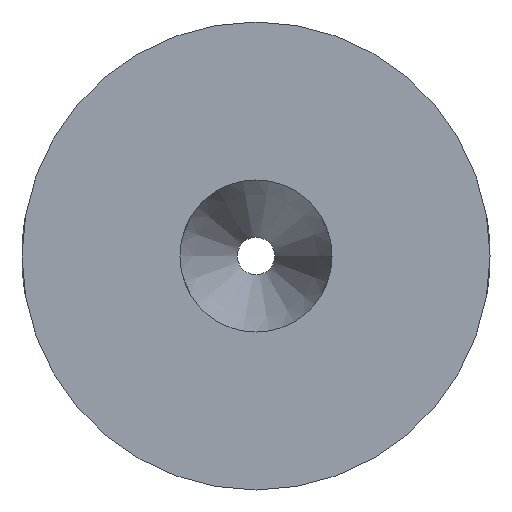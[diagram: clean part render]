
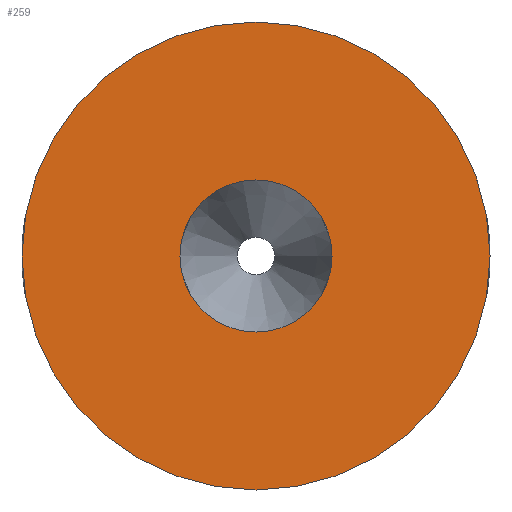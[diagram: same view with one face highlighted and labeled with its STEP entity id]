
A CAD part, left-side view. The second image highlights one B-rep face of the part: STEP entity #259.
In plain terms, the highlighted planar face has unit normal (-1, 0, 0).
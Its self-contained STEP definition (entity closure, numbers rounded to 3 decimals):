
#61=FACE_BOUND('',#95,.T.);
#73=FACE_OUTER_BOUND('',#94,.T.);
#94=EDGE_LOOP('',(#212));
#95=EDGE_LOOP('',(#213));
#112=CIRCLE('',#295,20.);
#113=CIRCLE('',#297,6.5);
#135=VERTEX_POINT('',#566);
#136=VERTEX_POINT('',#570);
#162=EDGE_CURVE('',#135,#135,#112,.T.);
#164=EDGE_CURVE('',#136,#136,#113,.T.);
#212=ORIENTED_EDGE('',*,*,#162,.T.);
#213=ORIENTED_EDGE('',*,*,#164,.T.);
#248=PLANE('',#296);
#259=ADVANCED_FACE('',(#73,#61),#248,.T.);
#295=AXIS2_PLACEMENT_3D('',#567,#345,#346);
#296=AXIS2_PLACEMENT_3D('',#569,#348,#349);
#297=AXIS2_PLACEMENT_3D('',#571,#350,#351);
#345=DIRECTION('center_axis',(-1.,0.,0.));
#346=DIRECTION('ref_axis',(0.,0.,1.));
#348=DIRECTION('center_axis',(-1.,0.,0.));
#349=DIRECTION('ref_axis',(0.,0.,1.));
#350=DIRECTION('center_axis',(1.,0.,0.));
#351=DIRECTION('ref_axis',(0.,0.,-1.));
#566=CARTESIAN_POINT('',(-19.,0.,-20.));
#567=CARTESIAN_POINT('Origin',(-19.,0.,0.));
#569=CARTESIAN_POINT('Origin',(-19.,0.,0.));
#570=CARTESIAN_POINT('',(-19.,-6.5,0.));
#571=CARTESIAN_POINT('Origin',(-19.,0.,0.));
